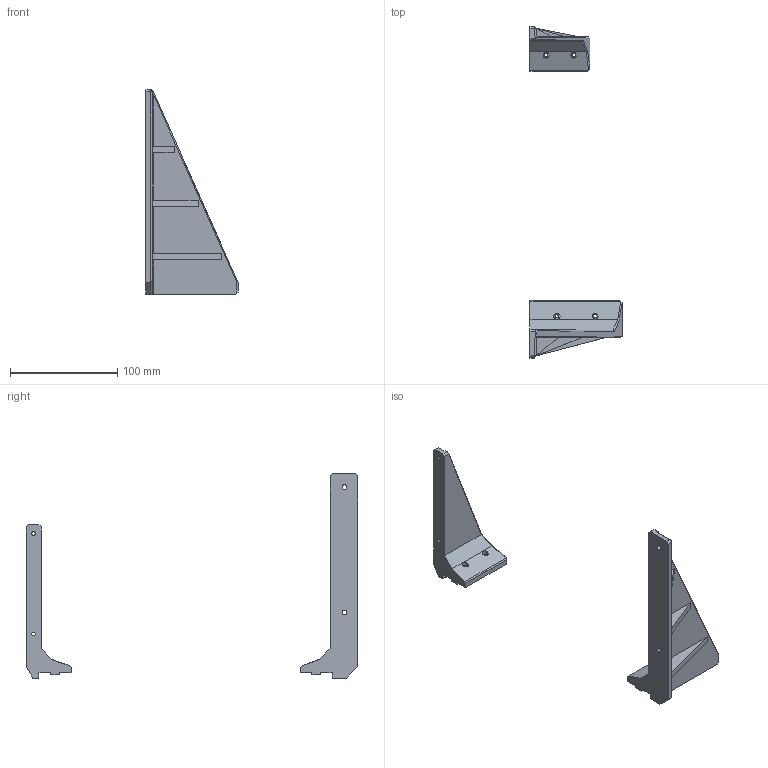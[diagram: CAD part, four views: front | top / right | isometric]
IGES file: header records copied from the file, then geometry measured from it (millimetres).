
Global section: file name: Einsy Frame Brace_v4; native system: unknown; preprocessor: unknown; author: unknown; organization: unknown; date: 20200923.180052; units: millimetre
Bounding box: 86 x 310 x 191 mm (x, y, z)
Volume: 167167.1 mm3; surface area: 53224.9 mm2
Topology: 2 solids, 2 shells, 168 faces, 446 edges, 290 vertices
Faces by surface type: bspline 168
